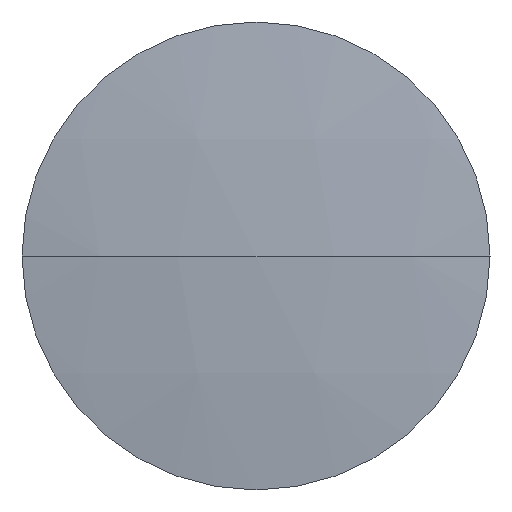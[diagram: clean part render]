
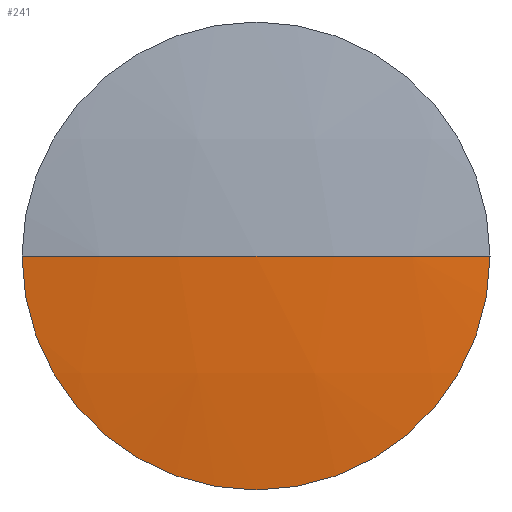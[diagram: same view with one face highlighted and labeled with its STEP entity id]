
A CAD part, left-side view. The second image highlights one B-rep face of the part: STEP entity #241.
In plain terms, the highlighted spherical face has radius 185.208 mm.
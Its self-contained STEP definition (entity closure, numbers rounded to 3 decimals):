
#4 = CARTESIAN_POINT ( 'NONE',  ( 354.874, 97.232, 0. ) ) ;
#20 = VERTEX_POINT ( 'NONE', #54 ) ;
#21 = CARTESIAN_POINT ( 'NONE',  ( 171.416, 97.232, 0. ) ) ;
#30 = CARTESIAN_POINT ( 'NONE',  ( 171.416, 71.832, 0. ) ) ;
#33 = CARTESIAN_POINT ( 'NONE',  ( 354.874, 97.232, 0. ) ) ;
#46 = CIRCLE ( 'NONE', #248, 185.208 ) ;
#49 = CARTESIAN_POINT ( 'NONE',  ( 171.416, 97.232, 0. ) ) ;
#54 = CARTESIAN_POINT ( 'NONE',  ( 171.416, 122.632, 0. ) ) ;
#60 = DIRECTION ( 'NONE',  ( 1., 0., 0. ) ) ;
#68 = AXIS2_PLACEMENT_3D ( 'NONE', #21, #130, #78 ) ;
#73 = EDGE_CURVE ( 'NONE', #281, #182, #107, .T. ) ;
#76 = FACE_OUTER_BOUND ( 'NONE', #260, .T. ) ;
#77 = DIRECTION ( 'NONE',  ( -1., 0., 0. ) ) ;
#78 = DIRECTION ( 'NONE',  ( 0., 0., 1. ) ) ;
#79 = EDGE_CURVE ( 'NONE', #20, #281, #118, .T. ) ;
#85 = DIRECTION ( 'NONE',  ( 0., 0., -1. ) ) ;
#107 = CIRCLE ( 'NONE', #68, 25.4 ) ;
#112 = ORIENTED_EDGE ( 'NONE', *, *, #126, .T. ) ;
#113 = DIRECTION ( 'NONE',  ( 0., 1., 0. ) ) ;
#118 = CIRCLE ( 'NONE', #125, 25.4 ) ;
#125 = AXIS2_PLACEMENT_3D ( 'NONE', #49, #77, #265 ) ;
#126 = EDGE_CURVE ( 'NONE', #182, #202, #46, .T. ) ;
#130 = DIRECTION ( 'NONE',  ( -1., 0., 0. ) ) ;
#133 = DIRECTION ( 'NONE',  ( 0., 1., 0. ) ) ;
#134 = DIRECTION ( 'NONE',  ( 0., 0., -1. ) ) ;
#139 = ORIENTED_EDGE ( 'NONE', *, *, #79, .T. ) ;
#141 = ORIENTED_EDGE ( 'NONE', *, *, #279, .F. ) ;
#163 = ORIENTED_EDGE ( 'NONE', *, *, #73, .T. ) ;
#166 = CARTESIAN_POINT ( 'NONE',  ( 171.416, 97.232, -25.4 ) ) ;
#167 = CIRCLE ( 'NONE', #226, 185.208 ) ;
#182 = VERTEX_POINT ( 'NONE', #30 ) ;
#202 = VERTEX_POINT ( 'NONE', #273 ) ;
#222 = CARTESIAN_POINT ( 'NONE',  ( 354.874, 97.232, 0. ) ) ;
#226 = AXIS2_PLACEMENT_3D ( 'NONE', #33, #228, #60 ) ;
#228 = DIRECTION ( 'NONE',  ( 0., 0., 1. ) ) ;
#241 = ADVANCED_FACE ( 'NONE', ( #76 ), #338, .T. ) ;
#248 = AXIS2_PLACEMENT_3D ( 'NONE', #4, #134, #133 ) ;
#260 = EDGE_LOOP ( 'NONE', ( #139, #163, #112, #141 ) ) ;
#265 = DIRECTION ( 'NONE',  ( 0., 0., 1. ) ) ;
#273 = CARTESIAN_POINT ( 'NONE',  ( 169.666, 97.232, 0. ) ) ;
#279 = EDGE_CURVE ( 'NONE', #20, #202, #167, .T. ) ;
#281 = VERTEX_POINT ( 'NONE', #166 ) ;
#283 = AXIS2_PLACEMENT_3D ( 'NONE', #222, #85, #113 ) ;
#338 = SPHERICAL_SURFACE ( 'NONE', #283, 185.208 ) ;
